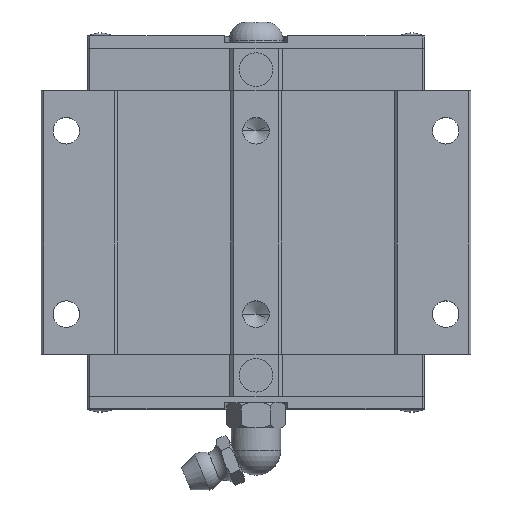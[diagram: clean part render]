
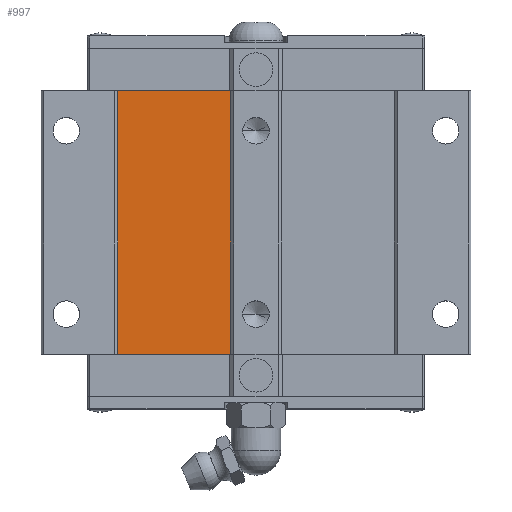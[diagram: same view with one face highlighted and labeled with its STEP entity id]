
A CAD part, top view. The second image highlights one B-rep face of the part: STEP entity #997.
In plain terms, the highlighted planar face has unit normal (0, 0, 1).
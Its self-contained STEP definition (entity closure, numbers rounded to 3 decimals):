
#997=ADVANCED_FACE('',(#2052),#2053,.F.);
#2052=FACE_OUTER_BOUND('',#3166,.T.);
#2053=PLANE('',#3167);
#3166=EDGE_LOOP('',(#6242,#6243,#6244,#6245));
#3167=AXIS2_PLACEMENT_3D('',#6246,#6247,#6248);
#6242=ORIENTED_EDGE('',*,*,#7857,.T.);
#6243=ORIENTED_EDGE('',*,*,#7318,.F.);
#6244=ORIENTED_EDGE('',*,*,#7863,.T.);
#6245=ORIENTED_EDGE('',*,*,#7757,.F.);
#6246=CARTESIAN_POINT('',(0.0,71.201,20.5));
#6247=DIRECTION('',(0.0,0.0,-1.0));
#6248=DIRECTION('',(1.0,0.0,0.0));
#7318=EDGE_CURVE('',#8998,#9000,#9001,.T.);
#7757=EDGE_CURVE('',#9638,#9640,#9641,.T.);
#7857=EDGE_CURVE('',#9638,#9000,#9756,.T.);
#7863=EDGE_CURVE('',#8998,#9640,#9762,.T.);
#8998=VERTEX_POINT('',#11771);
#9000=VERTEX_POINT('',#11774);
#9001=LINE('',#11775,#11776);
#9638=VERTEX_POINT('',#13095);
#9640=VERTEX_POINT('',#13098);
#9641=LINE('',#13099,#13100);
#9756=LINE('',#13263,#13264);
#9762=LINE('',#13272,#13273);
#11771=CARTESIAN_POINT('',(-21.875,50.351,20.5));
#11774=CARTESIAN_POINT('',(-4.0,50.351,20.5));
#11775=CARTESIAN_POINT('',(0.,50.351,20.5));
#11776=VECTOR('',#14191,1.0);
#13095=CARTESIAN_POINT('',(-4.0,8.651,20.5));
#13098=CARTESIAN_POINT('',(-21.875,8.651,20.5));
#13099=CARTESIAN_POINT('',(0.,8.651,20.5));
#13100=VECTOR('',#14571,1.0);
#13263=CARTESIAN_POINT('',(-4.0,60.776,20.5));
#13264=VECTOR('',#14656,1.0);
#13272=CARTESIAN_POINT('',(-21.875,71.201,20.5));
#13273=VECTOR('',#14659,1.0);
#14191=DIRECTION('',(1.0,0.0,0.0));
#14571=DIRECTION('',(-1.0,-0.0,-0.0));
#14656=DIRECTION('',(0.0,1.0,0.0));
#14659=DIRECTION('',(0.0,-1.0,0.0));
